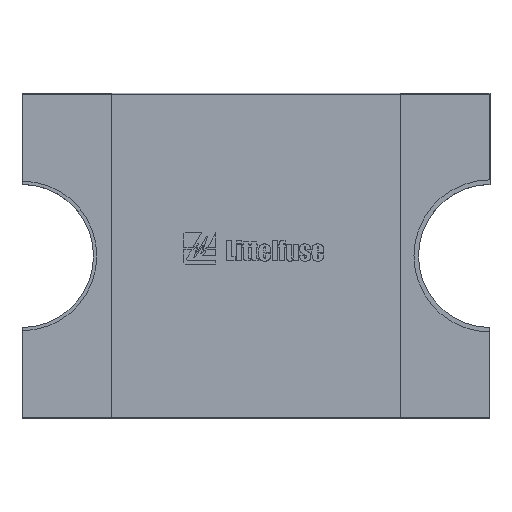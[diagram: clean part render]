
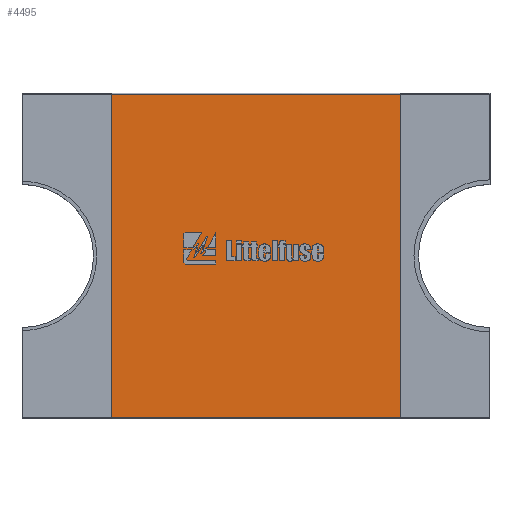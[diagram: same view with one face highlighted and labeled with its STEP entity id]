
A CAD part, top view. The second image highlights one B-rep face of the part: STEP entity #4495.
In plain terms, the highlighted planar face has unit normal (0, 0, 1).
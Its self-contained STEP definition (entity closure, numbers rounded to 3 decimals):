
#393=PLANE('',#4857);
#636=FACE_OUTER_BOUND('',#885,.T.);
#885=EDGE_LOOP('',(#4171,#4172,#4173,#4174,#4175,#4176,#4177,#4178));
#1369=LINE('',#7634,#1894);
#1374=LINE('',#7643,#1899);
#1377=LINE('',#7649,#1902);
#1383=LINE('',#7666,#1908);
#1389=LINE('',#7688,#1914);
#1392=LINE('',#7694,#1917);
#1894=VECTOR('',#5726,10.);
#1899=VECTOR('',#5733,10.);
#1902=VECTOR('',#5738,10.);
#1908=VECTOR('',#5758,10.);
#1914=VECTOR('',#5784,10.);
#1917=VECTOR('',#5793,10.);
#1954=CIRCLE('',#4829,1.176);
#1957=CIRCLE('',#4833,1.196);
#2328=VERTEX_POINT('',#7615);
#2330=VERTEX_POINT('',#7618);
#2333=VERTEX_POINT('',#7625);
#2335=VERTEX_POINT('',#7629);
#2336=VERTEX_POINT('',#7633);
#2339=VERTEX_POINT('',#7641);
#2341=VERTEX_POINT('',#7647);
#2347=VERTEX_POINT('',#7674);
#2926=EDGE_CURVE('',#2330,#2328,#1954,.T.);
#2932=EDGE_CURVE('',#2333,#2335,#1957,.T.);
#2933=EDGE_CURVE('',#2336,#2330,#1369,.T.);
#2938=EDGE_CURVE('',#2328,#2339,#1374,.T.);
#2941=EDGE_CURVE('',#2335,#2341,#1377,.T.);
#2950=EDGE_CURVE('',#2336,#2341,#1383,.T.);
#2961=EDGE_CURVE('',#2347,#2339,#1389,.T.);
#2964=EDGE_CURVE('',#2347,#2333,#1392,.T.);
#4171=ORIENTED_EDGE('',*,*,#2926,.T.);
#4172=ORIENTED_EDGE('',*,*,#2938,.T.);
#4173=ORIENTED_EDGE('',*,*,#2961,.F.);
#4174=ORIENTED_EDGE('',*,*,#2964,.T.);
#4175=ORIENTED_EDGE('',*,*,#2932,.T.);
#4176=ORIENTED_EDGE('',*,*,#2941,.T.);
#4177=ORIENTED_EDGE('',*,*,#2950,.F.);
#4178=ORIENTED_EDGE('',*,*,#2933,.T.);
#4495=ADVANCED_FACE('',(#636),#393,.T.);
#4829=AXIS2_PLACEMENT_3D('',#7619,#5711,#5712);
#4833=AXIS2_PLACEMENT_3D('',#7631,#5722,#5723);
#4857=AXIS2_PLACEMENT_3D('',#7695,#5794,#5795);
#5711=DIRECTION('center_axis',(0.,0.,-1.));
#5712=DIRECTION('ref_axis',(0.043,0.999,0.));
#5722=DIRECTION('center_axis',(0.,0.,-1.));
#5723=DIRECTION('ref_axis',(-0.06,-0.998,0.));
#5726=DIRECTION('',(0.,-1.,0.));
#5733=DIRECTION('',(0.,-1.,0.));
#5738=DIRECTION('',(0.,1.,0.));
#5758=DIRECTION('',(1.,0.,0.));
#5784=DIRECTION('',(-1.,0.,0.));
#5793=DIRECTION('',(0.,1.,0.));
#5794=DIRECTION('center_axis',(0.,0.,1.));
#5795=DIRECTION('ref_axis',(1.,0.,0.));
#7615=CARTESIAN_POINT('',(-3.678,-1.176,1.244));
#7618=CARTESIAN_POINT('',(-3.678,1.176,1.244));
#7619=CARTESIAN_POINT('Origin',(-3.681,0.,1.244));
#7625=CARTESIAN_POINT('',(3.678,-1.196,1.244));
#7629=CARTESIAN_POINT('',(3.678,1.196,1.244));
#7631=CARTESIAN_POINT('Origin',(3.681,0.,1.244));
#7633=CARTESIAN_POINT('',(-3.678,2.54,1.244));
#7634=CARTESIAN_POINT('',(-3.678,-2.56,1.244));
#7641=CARTESIAN_POINT('',(-3.678,-2.54,1.244));
#7643=CARTESIAN_POINT('',(-3.678,-2.56,1.244));
#7647=CARTESIAN_POINT('',(3.678,2.54,1.244));
#7649=CARTESIAN_POINT('',(3.678,2.56,1.244));
#7666=CARTESIAN_POINT('',(1.839,2.54,1.244));
#7674=CARTESIAN_POINT('',(3.678,-2.54,1.244));
#7688=CARTESIAN_POINT('',(-1.839,-2.54,1.244));
#7694=CARTESIAN_POINT('',(3.678,2.56,1.244));
#7695=CARTESIAN_POINT('Origin',(0.,0.,1.244));
